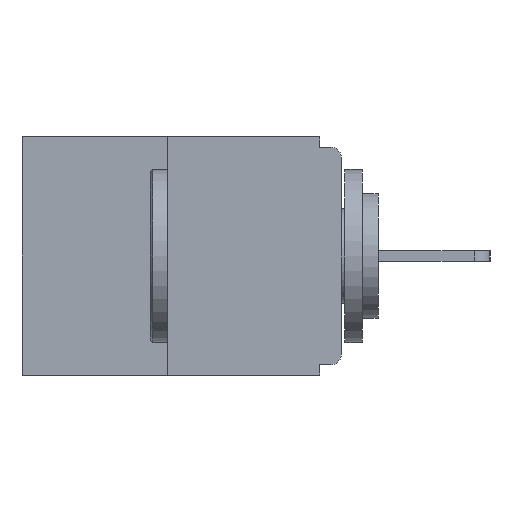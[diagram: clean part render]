
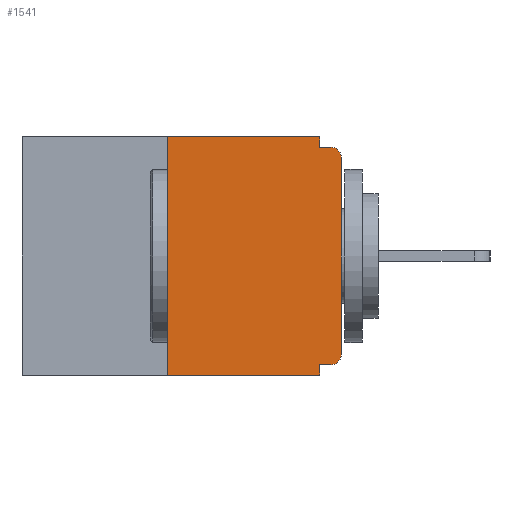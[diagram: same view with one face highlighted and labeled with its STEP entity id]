
A CAD part, left-side view. The second image highlights one B-rep face of the part: STEP entity #1541.
In plain terms, the highlighted planar face has unit normal (-1, 0, 0).
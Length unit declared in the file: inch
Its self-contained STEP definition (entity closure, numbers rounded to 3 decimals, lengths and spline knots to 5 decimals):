
#377 = DIRECTION ( 'NONE',  ( 0., 0., -1. ) ) ;
#496 = ORIENTED_EDGE ( 'NONE', *, *, #6097, .T. ) ;
#705 = VECTOR ( 'NONE', #10987, 39.37008 ) ;
#804 = VERTEX_POINT ( 'NONE', #903 ) ;
#838 = CARTESIAN_POINT ( 'NONE',  ( 0., 0.46, -0.343 ) ) ;
#903 = CARTESIAN_POINT ( 'NONE',  ( 0., 0., -0.03 ) ) ;
#961 = VECTOR ( 'NONE', #5147, 39.37008 ) ;
#1231 = FACE_OUTER_BOUND ( 'NONE', #11547, .T. ) ;
#1254 = CARTESIAN_POINT ( 'NONE',  ( 0., 0.031, -0.015 ) ) ;
#1320 = DIRECTION ( 'NONE',  ( 0., 1., 0. ) ) ;
#1343 = DIRECTION ( 'NONE',  ( 0., 0., 1. ) ) ;
#1361 = CARTESIAN_POINT ( 'NONE',  ( 0., 0., -0.328 ) ) ;
#1398 = AXIS2_PLACEMENT_3D ( 'NONE', #9722, #5106, #7036 ) ;
#1446 = CARTESIAN_POINT ( 'NONE',  ( 0., 0.46, 0. ) ) ;
#1523 = EDGE_CURVE ( 'NONE', #11264, #9652, #3418, .T. ) ;
#1541 = ADVANCED_FACE ( 'NONE', ( #1231 ), #3234, .F. ) ;
#1670 = CARTESIAN_POINT ( 'NONE',  ( 0., 0.031, 0. ) ) ;
#1721 = DIRECTION ( 'NONE',  ( 0., 0., -1. ) ) ;
#1730 = VECTOR ( 'NONE', #1320, 39.37008 ) ;
#1771 = CARTESIAN_POINT ( 'NONE',  ( 0., 0.015, -0.03 ) ) ;
#2286 = CARTESIAN_POINT ( 'NONE',  ( 0., 0.25, 0. ) ) ;
#2474 = ORIENTED_EDGE ( 'NONE', *, *, #3510, .T. ) ;
#2496 = VECTOR ( 'NONE', #377, 39.37008 ) ;
#2550 = VECTOR ( 'NONE', #1343, 39.37008 ) ;
#2666 = DIRECTION ( 'NONE',  ( 0., 0., -1. ) ) ;
#3234 = PLANE ( 'NONE',  #1398 ) ;
#3418 = LINE ( 'NONE', #6160, #10852 ) ;
#3421 = CARTESIAN_POINT ( 'NONE',  ( 0., 0.031, -0.343 ) ) ;
#3510 = EDGE_CURVE ( 'NONE', #4363, #11450, #11520, .T. ) ;
#3586 = DIRECTION ( 'NONE',  ( -1., 0., 0. ) ) ;
#3968 = ORIENTED_EDGE ( 'NONE', *, *, #4074, .T. ) ;
#4074 = EDGE_CURVE ( 'NONE', #7490, #9048, #7534, .T. ) ;
#4078 = LINE ( 'NONE', #7700, #2496 ) ;
#4095 = ORIENTED_EDGE ( 'NONE', *, *, #7166, .T. ) ;
#4353 = CARTESIAN_POINT ( 'NONE',  ( 0., 0., 0. ) ) ;
#4363 = VERTEX_POINT ( 'NONE', #6406 ) ;
#4649 = ORIENTED_EDGE ( 'NONE', *, *, #7192, .F. ) ;
#4700 = EDGE_CURVE ( 'NONE', #4363, #7639, #9127, .T. ) ;
#5009 = CARTESIAN_POINT ( 'NONE',  ( 0., 0.015, -0.015 ) ) ;
#5048 = LINE ( 'NONE', #1446, #961 ) ;
#5106 = DIRECTION ( 'NONE',  ( 1., 0., 0. ) ) ;
#5147 = DIRECTION ( 'NONE',  ( 0., -1., 0. ) ) ;
#5712 = ORIENTED_EDGE ( 'NONE', *, *, #10103, .F. ) ;
#5895 = LINE ( 'NONE', #2286, #2550 ) ;
#5963 = LINE ( 'NONE', #3421, #10640 ) ;
#6097 = EDGE_CURVE ( 'NONE', #804, #9652, #10795, .T. ) ;
#6160 = CARTESIAN_POINT ( 'NONE',  ( 0., 0., -0.015 ) ) ;
#6222 = EDGE_CURVE ( 'NONE', #9787, #11264, #4078, .T. ) ;
#6406 = CARTESIAN_POINT ( 'NONE',  ( 0., 0.015, -0.328 ) ) ;
#6414 = ORIENTED_EDGE ( 'NONE', *, *, #6222, .F. ) ;
#6803 = AXIS2_PLACEMENT_3D ( 'NONE', #1771, #10133, #10176 ) ;
#6833 = VECTOR ( 'NONE', #11898, 39.37008 ) ;
#6962 = ORIENTED_EDGE ( 'NONE', *, *, #4700, .F. ) ;
#7036 = DIRECTION ( 'NONE',  ( 0., 0., -1. ) ) ;
#7126 = ORIENTED_EDGE ( 'NONE', *, *, #1523, .F. ) ;
#7166 = EDGE_CURVE ( 'NONE', #11450, #804, #11510, .T. ) ;
#7192 = EDGE_CURVE ( 'NONE', #7639, #9048, #5963, .T. ) ;
#7490 = VERTEX_POINT ( 'NONE', #7742 ) ;
#7534 = LINE ( 'NONE', #838, #705 ) ;
#7639 = VERTEX_POINT ( 'NONE', #8435 ) ;
#7680 = CARTESIAN_POINT ( 'NONE',  ( 0., 0.031, -0.343 ) ) ;
#7700 = CARTESIAN_POINT ( 'NONE',  ( 0., 0.031, 0. ) ) ;
#7742 = CARTESIAN_POINT ( 'NONE',  ( 0., 0.25, -0.343 ) ) ;
#8435 = CARTESIAN_POINT ( 'NONE',  ( 0., 0.031, -0.328 ) ) ;
#8784 = DIRECTION ( 'NONE',  ( 0., -1., 0. ) ) ;
#8840 = CARTESIAN_POINT ( 'NONE',  ( 0., 0., -0.313 ) ) ;
#9048 = VERTEX_POINT ( 'NONE', #7680 ) ;
#9127 = LINE ( 'NONE', #1361, #1730 ) ;
#9192 = EDGE_CURVE ( 'NONE', #10859, #9787, #5048, .T. ) ;
#9270 = CARTESIAN_POINT ( 'NONE',  ( 0., 0.015, -0.313 ) ) ;
#9567 = AXIS2_PLACEMENT_3D ( 'NONE', #9270, #3586, #2666 ) ;
#9652 = VERTEX_POINT ( 'NONE', #5009 ) ;
#9722 = CARTESIAN_POINT ( 'NONE',  ( 0., 0.46, 0. ) ) ;
#9787 = VERTEX_POINT ( 'NONE', #1670 ) ;
#9919 = CARTESIAN_POINT ( 'NONE',  ( 0., 0.25, 0. ) ) ;
#10103 = EDGE_CURVE ( 'NONE', #7490, #10859, #5895, .T. ) ;
#10133 = DIRECTION ( 'NONE',  ( -1., 0., 0. ) ) ;
#10176 = DIRECTION ( 'NONE',  ( 0., 0., -1. ) ) ;
#10193 = ORIENTED_EDGE ( 'NONE', *, *, #9192, .F. ) ;
#10640 = VECTOR ( 'NONE', #1721, 39.37008 ) ;
#10795 = CIRCLE ( 'NONE', #6803, 0.015 ) ;
#10852 = VECTOR ( 'NONE', #8784, 39.37008 ) ;
#10859 = VERTEX_POINT ( 'NONE', #9919 ) ;
#10987 = DIRECTION ( 'NONE',  ( 0., -1., 0. ) ) ;
#11264 = VERTEX_POINT ( 'NONE', #1254 ) ;
#11450 = VERTEX_POINT ( 'NONE', #8840 ) ;
#11510 = LINE ( 'NONE', #4353, #6833 ) ;
#11520 = CIRCLE ( 'NONE', #9567, 0.015 ) ;
#11547 = EDGE_LOOP ( 'NONE', ( #10193, #5712, #3968, #4649, #6962, #2474, #4095, #496, #7126, #6414 ) ) ;
#11898 = DIRECTION ( 'NONE',  ( 0., 0., 1. ) ) ;
